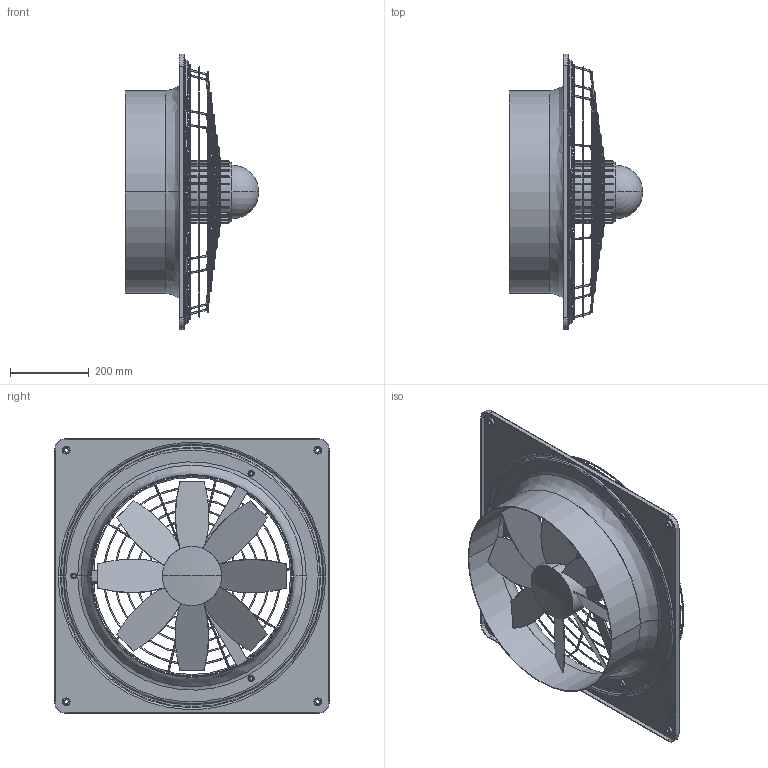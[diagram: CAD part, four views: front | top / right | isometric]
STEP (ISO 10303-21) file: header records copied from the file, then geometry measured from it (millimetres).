
FILE_DESCRIPTION (( 'STEP AP214' ), '1' );
FILE_NAME ('0083-0062.STEP', '2015-02-02T20:01:20', ( '' ), ( '' ), 'SwSTEP 2.0', 'SolidWorks 2013', '' );
FILE_SCHEMA (( 'AUTOMOTIVE_DESIGN' ));
Length unit declared in the file: millimetre
Products named in the file (1): 0083-0062
Bounding box: 339 x 700 x 700 mm (x, y, z)
Volume: 5476705.4 mm3; surface area: 1772804.3 mm2
Topology: 1 solids, 1 shells, 489 faces, 1607 edges, 1028 vertices
Faces by surface type: plane 181, cylinder 116, bspline 108, torus 48, cone 30, sphere 6
Entity records: 33674 total; most frequent: CARTESIAN_POINT 15299, ORIENTED_EDGE 3206, DIRECTION 2229, EDGE_CURVE 1603, VERTEX_POINT 1028, AXIS2_PLACEMENT_3D 852, EDGE_LOOP 643, B_SPLINE_CURVE_WITH_KNOTS 568
